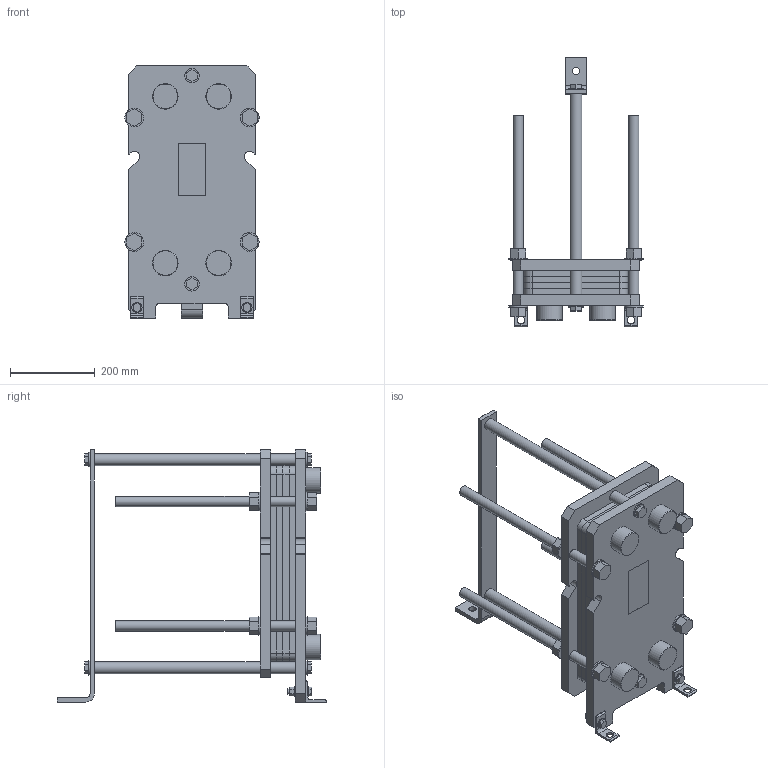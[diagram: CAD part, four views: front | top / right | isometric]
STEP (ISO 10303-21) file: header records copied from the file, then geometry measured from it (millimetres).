
FILE_DESCRIPTION(/* description */ (''),/* implementation_level */ '2;1');
FILE_NAME(/* name */ '3d_RMG-07-20-P16-8121700.stp',/* time_stamp */ '2020-07-27T08:31:41+02:00',/* author */ ('Andrzej'),/* organization */ (''),/* preprocessor_version */ 'ST-DEVELOPER v16.13',/* originating_system */ 'AutoCAD Mechanical',/* authorisation */ '');
FILE_SCHEMA (('AUTOMOTIVE_DESIGN { 1 0 10303 214 3 1 1 }'));
Length unit declared in the file: millimetre
Products named in the file (1): Product
Bounding box: 316.95 x 638 x 596 mm (x, y, z)
Volume: 17061564.9 mm3; surface area: 2106660.5 mm2
Topology: 6 solids, 6 shells, 312 faces, 927 edges, 824 vertices
Faces by surface type: plane 233, cylinder 75, cone 4
Full cylindrical faces by diameter (mm): 12 x2, 18 x3, 24 x12, 28 x4, 34 x4, 44 x8, 60.3 x4
Entity records: 10288 total; most frequent: CARTESIAN_POINT 2007, DIRECTION 1746, ORIENTED_EDGE 1436, EDGE_CURVE 718, LINE 636, VECTOR 636, AXIS2_PLACEMENT_3D 555, VERTEX_POINT 496
